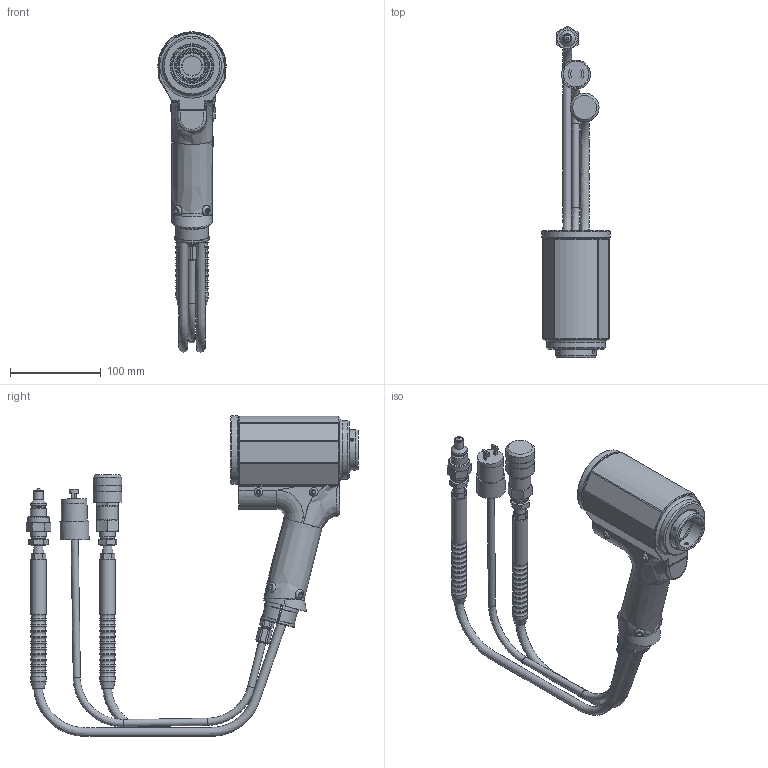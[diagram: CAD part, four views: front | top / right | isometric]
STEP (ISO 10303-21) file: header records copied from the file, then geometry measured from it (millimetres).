
FILE_DESCRIPTION(/* description */ (''),/* implementation_level */ '2;1');
FILE_NAME(/* name */ 'SF20_CLR.stp',/* time_stamp */ '2016-03-27T17:08:06-04:00',/* author */ (''),/* organization */ (''),/* preprocessor_version */ 'ST-DEVELOPER v15',/* originating_system */ 'SIEMENS PLM Software NX 9.0',/* authorisation */ '');
FILE_SCHEMA (('CONFIG_CONTROL_DESIGN'));
Length unit declared in the file: inch
Products named in the file (1): SF20_stp
Bounding box: 75.44 x 366.24 x 353.62 mm (x, y, z)
Volume: 921699.2 mm3; surface area: 251898.4 mm2
Topology: 2 solids, 3 shells, 957 faces, 2441 edges, 1527 vertices
Faces by surface type: plane 412, cylinder 265, torus 110, cone 77, bspline 57, sphere 36
Full cylindrical faces by diameter (mm): 1.524 x2, 2.54 x2, 2.578 x1, 2.705 x1, 3.52 x3, 4.826 x4, 6.35 x4, 7.925 x4, 9.144 x4, 9.36 x1, 10.16 x1, 10.858 x1, 11.684 x2, 11.697 x2, 15.113 x2, 15.24 x1, 16.891 x2, 17.145 x24, 17.78 x2, 21.158 x1, 22.86 x1, 23.368 x1, 23.495 x1, 28.423 x1, 28.448 x1, 30.048 x1, 30.48 x1, 31.75 x3, 34.912 x1, 35.027 x1
Entity records: 35256 total; most frequent: CARTESIAN_POINT 14144, ORIENTED_EDGE 4246, DIRECTION 4176, EDGE_CURVE 2123, AXIS2_PLACEMENT_3D 1656, VERTEX_POINT 1437, EDGE_LOOP 1262, ADVANCED_FACE 957
